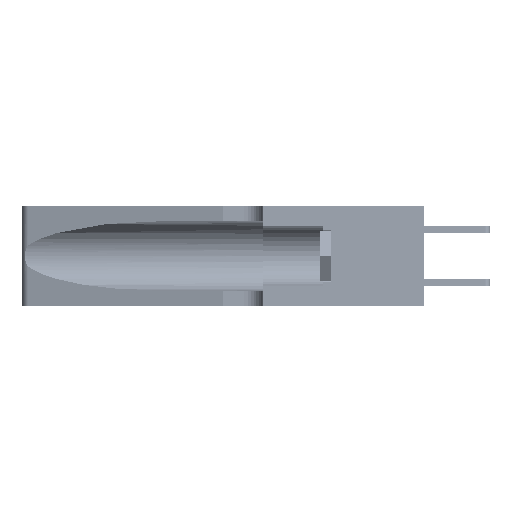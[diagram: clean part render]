
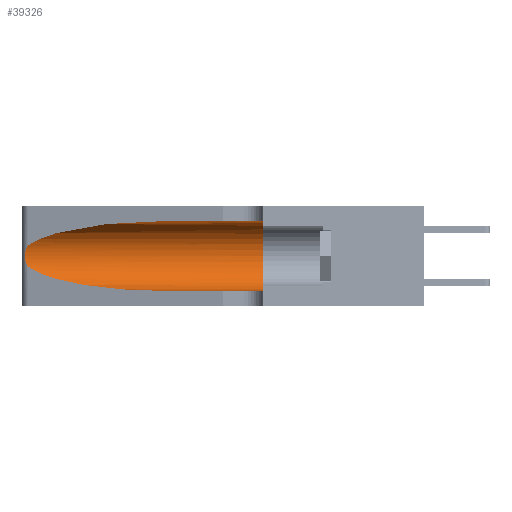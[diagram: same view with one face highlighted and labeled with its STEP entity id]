
A CAD part, left-side view. The second image highlights one B-rep face of the part: STEP entity #39326.
In plain terms, the highlighted cylindrical face has radius 3.308 mm (diameter 6.617 mm), a partial arc.
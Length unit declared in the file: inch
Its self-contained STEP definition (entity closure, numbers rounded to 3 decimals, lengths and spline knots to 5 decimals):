
#214 = DIRECTION ( 'NONE',  ( 0., 0., 1. ) ) ;
#937 = CARTESIAN_POINT ( 'NONE',  ( 0.2373, 1.15595, 0.28018 ) ) ;
#1709 = CARTESIAN_POINT ( 'NONE',  ( 0.26075, 1.23896, 0.19203 ) ) ;
#4101 =( BOUNDED_CURVE ( )  B_SPLINE_CURVE ( 3, ( #18328, #42873, #937, #25811 ),
 .UNSPECIFIED., .F., .F. ) 
 B_SPLINE_CURVE_WITH_KNOTS ( ( 4, 4 ),
 ( 1.5708, 2.84003 ),
 .UNSPECIFIED. ) 
 CURVE ( )  GEOMETRIC_REPRESENTATION_ITEM ( )  RATIONAL_B_SPLINE_CURVE ( ( 1., 0.87, 0.87, 1. ) ) 
 REPRESENTATION_ITEM ( '' )  );
#4136 = ORIENTED_EDGE ( 'NONE', *, *, #28260, .F. ) ;
#5726 = CARTESIAN_POINT ( 'NONE',  ( 0.25639, 1.23186, 0.15144 ) ) ;
#5889 = CARTESIAN_POINT ( 'NONE',  ( 0.25555, 1.22994, 0.2215 ) ) ;
#6059 = DIRECTION ( 'NONE',  ( 0., -1., 0. ) ) ;
#6820 = EDGE_CURVE ( 'NONE', #7134, #30614, #40159, .T. ) ;
#7020 = CARTESIAN_POINT ( 'NONE',  ( 0.1305, 0.72297, 0.05475 ) ) ;
#7134 = VERTEX_POINT ( 'NONE', #40427 ) ;
#9691 = CIRCLE ( 'NONE', #42278, 0.13025 ) ;
#11114 = CARTESIAN_POINT ( 'NONE',  ( 0.1305, 0.72297, 0.05475 ) ) ;
#11428 = CARTESIAN_POINT ( 'NONE',  ( 0.2373, 1.15595, 0.08982 ) ) ;
#12520 = CARTESIAN_POINT ( 'NONE',  ( 0.25487, 1.22718, 0.14631 ) ) ;
#12698 = CARTESIAN_POINT ( 'NONE',  ( 0.1305, 1.61858, 0.05475 ) ) ;
#14075 = ORIENTED_EDGE ( 'NONE', *, *, #18739, .T. ) ;
#14672 = CARTESIAN_POINT ( 'NONE',  ( 0.25487, 1.22718, 0.14631 ) ) ;
#15574 = ORIENTED_EDGE ( 'NONE', *, *, #33920, .T. ) ;
#16044 = CARTESIAN_POINT ( 'NONE',  ( 0.25639, 1.23184, 0.21858 ) ) ;
#18186 = CARTESIAN_POINT ( 'NONE',  ( 0.18966, 0.96281, 0.05475 ) ) ;
#18328 = CARTESIAN_POINT ( 'NONE',  ( 0.1305, 0.72297, 0.31525 ) ) ;
#18739 = EDGE_CURVE ( 'NONE', #30486, #7134, #31968, .T. ) ;
#19574 = CARTESIAN_POINT ( 'NONE',  ( 0.26018, 1.23835, 0.19895 ) ) ;
#19967 = DIRECTION ( 'NONE',  ( 0., 0., -1. ) ) ;
#21412 = CYLINDRICAL_SURFACE ( 'NONE', #21787, 0.13025 ) ;
#21423 = CARTESIAN_POINT ( 'NONE',  ( 0.1305, 0.35, 0.185 ) ) ;
#21787 = AXIS2_PLACEMENT_3D ( 'NONE', #34346, #37608, #19967 ) ;
#21915 = LINE ( 'NONE', #12698, #27393 ) ;
#23083 = CARTESIAN_POINT ( 'NONE',  ( 0.25787, 1.23484, 0.2124 ) ) ;
#25451 = CARTESIAN_POINT ( 'NONE',  ( 0.1305, 0.35, 0.31525 ) ) ;
#25811 = CARTESIAN_POINT ( 'NONE',  ( 0.25487, 1.22718, 0.22369 ) ) ;
#25991 = VERTEX_POINT ( 'NONE', #38479 ) ;
#26436 = CARTESIAN_POINT ( 'NONE',  ( 0.25555, 1.22993, 0.14849 ) ) ;
#26745 = CARTESIAN_POINT ( 'NONE',  ( 0.26075, 1.23896, 0.178 ) ) ;
#27393 = VECTOR ( 'NONE', #44316, 39.37008 ) ;
#28260 = EDGE_CURVE ( 'NONE', #31869, #33661, #9691, .T. ) ;
#30486 = VERTEX_POINT ( 'NONE', #41271 ) ;
#30614 = VERTEX_POINT ( 'NONE', #7020 ) ;
#31173 = EDGE_CURVE ( 'NONE', #25991, #31869, #36848, .T. ) ;
#31869 = VERTEX_POINT ( 'NONE', #25451 ) ;
#31968 = B_SPLINE_CURVE_WITH_KNOTS ( 'NONE', 3,
 ( #37046, #5889, #16044, #23083, #43819, #19574, #1709, #26745, #36740, #37352, #43956, #5726, #26436, #12520 ),
 .UNSPECIFIED., .F., .F.,
 ( 4, 2, 2, 2, 2, 2, 4 ),
 ( 0., 0.00027, 0.00053, 0.00107, 0.0016, 0.00187, 0.00214 ),
 .UNSPECIFIED. ) ;
#33661 = VERTEX_POINT ( 'NONE', #38449 ) ;
#33920 = EDGE_CURVE ( 'NONE', #25991, #30486, #4101, .T. ) ;
#34346 = CARTESIAN_POINT ( 'NONE',  ( 0.1305, 1.61858, 0.185 ) ) ;
#36740 = CARTESIAN_POINT ( 'NONE',  ( 0.26017, 1.23833, 0.17102 ) ) ;
#36848 = LINE ( 'NONE', #45029, #43988 ) ;
#37046 = CARTESIAN_POINT ( 'NONE',  ( 0.25487, 1.22718, 0.22369 ) ) ;
#37352 = CARTESIAN_POINT ( 'NONE',  ( 0.25856, 1.23593, 0.16098 ) ) ;
#37608 = DIRECTION ( 'NONE',  ( 0., -1., 0. ) ) ;
#38403 = FACE_OUTER_BOUND ( 'NONE', #40126, .T. ) ;
#38449 = CARTESIAN_POINT ( 'NONE',  ( 0.1305, 0.35, 0.05475 ) ) ;
#38455 = DIRECTION ( 'NONE',  ( 0., 1., 0. ) ) ;
#38479 = CARTESIAN_POINT ( 'NONE',  ( 0.1305, 0.72297, 0.31525 ) ) ;
#39326 = ADVANCED_FACE ( 'NONE', ( #38403 ), #21412, .F. ) ;
#40126 = EDGE_LOOP ( 'NONE', ( #15574, #14075, #43403, #42509, #4136, #42274 ) ) ;
#40159 =( BOUNDED_CURVE ( )  B_SPLINE_CURVE ( 3, ( #14672, #11428, #18186, #11114 ),
 .UNSPECIFIED., .F., .T. ) 
 B_SPLINE_CURVE_WITH_KNOTS ( ( 4, 4 ),
 ( 3.44316, 4.71239 ),
 .UNSPECIFIED. ) 
 CURVE ( )  GEOMETRIC_REPRESENTATION_ITEM ( )  RATIONAL_B_SPLINE_CURVE ( ( 1., 0.87, 0.87, 1. ) ) 
 REPRESENTATION_ITEM ( '' )  );
#40427 = CARTESIAN_POINT ( 'NONE',  ( 0.25487, 1.22718, 0.14631 ) ) ;
#41271 = CARTESIAN_POINT ( 'NONE',  ( 0.25487, 1.22718, 0.22369 ) ) ;
#41864 = EDGE_CURVE ( 'NONE', #30614, #33661, #21915, .T. ) ;
#42274 = ORIENTED_EDGE ( 'NONE', *, *, #31173, .F. ) ;
#42278 = AXIS2_PLACEMENT_3D ( 'NONE', #21423, #38455, #214 ) ;
#42509 = ORIENTED_EDGE ( 'NONE', *, *, #41864, .T. ) ;
#42873 = CARTESIAN_POINT ( 'NONE',  ( 0.18966, 0.96281, 0.31525 ) ) ;
#43403 = ORIENTED_EDGE ( 'NONE', *, *, #6820, .T. ) ;
#43819 = CARTESIAN_POINT ( 'NONE',  ( 0.25854, 1.2359, 0.20912 ) ) ;
#43956 = CARTESIAN_POINT ( 'NONE',  ( 0.25789, 1.23486, 0.15765 ) ) ;
#43988 = VECTOR ( 'NONE', #6059, 39.37008 ) ;
#44316 = DIRECTION ( 'NONE',  ( 0., -1., 0. ) ) ;
#45029 = CARTESIAN_POINT ( 'NONE',  ( 0.1305, 1.61858, 0.31525 ) ) ;
